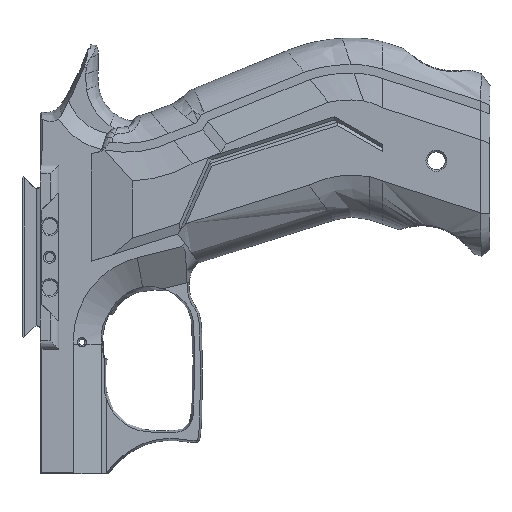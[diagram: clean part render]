
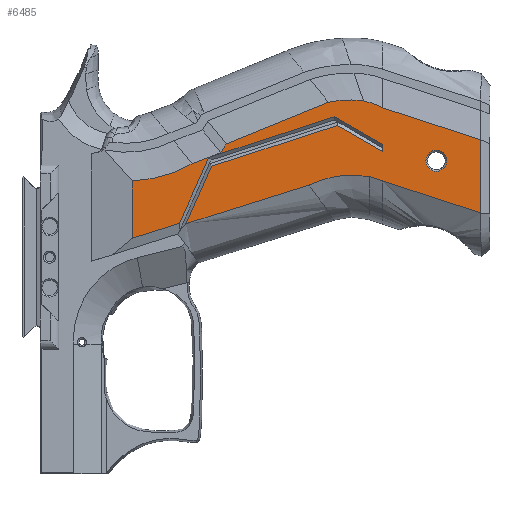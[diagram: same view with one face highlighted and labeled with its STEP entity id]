
A CAD part, left-side view. The second image highlights one B-rep face of the part: STEP entity #6485.
In plain terms, the highlighted planar face has unit normal (-1, 0, 0).
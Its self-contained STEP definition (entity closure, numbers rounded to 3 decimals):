
#57=CIRCLE('',#6757,3.421);
#87=CIRCLE('',#6861,20.614);
#90=CIRCLE('',#6864,32.53);
#96=CIRCLE('',#6888,43.192);
#437=B_SPLINE_CURVE_WITH_KNOTS('',3,(#11248,#11249,#11250,#11251,#11252,
#11253),.UNSPECIFIED.,.F.,.F.,(4,1,1,4),(0.,0.01,
0.015,0.02),.UNSPECIFIED.);
#1316=ORIENTED_EDGE('',*,*,#3031,.F.);
#1317=ORIENTED_EDGE('',*,*,#3028,.T.);
#1318=ORIENTED_EDGE('',*,*,#2925,.T.);
#1319=ORIENTED_EDGE('',*,*,#2923,.T.);
#1320=ORIENTED_EDGE('',*,*,#2668,.T.);
#1321=ORIENTED_EDGE('',*,*,#2929,.T.);
#1322=ORIENTED_EDGE('',*,*,#2926,.T.);
#1323=ORIENTED_EDGE('',*,*,#3032,.T.);
#1324=ORIENTED_EDGE('',*,*,#3033,.F.);
#1325=ORIENTED_EDGE('',*,*,#3034,.F.);
#1326=ORIENTED_EDGE('',*,*,#2930,.F.);
#1327=ORIENTED_EDGE('',*,*,#2692,.F.);
#1328=ORIENTED_EDGE('',*,*,#2745,.T.);
#1329=ORIENTED_EDGE('',*,*,#2696,.T.);
#1330=ORIENTED_EDGE('',*,*,#2954,.T.);
#1331=ORIENTED_EDGE('',*,*,#2959,.F.);
#1332=ORIENTED_EDGE('',*,*,#2960,.T.);
#1333=ORIENTED_EDGE('',*,*,#2965,.F.);
#1334=ORIENTED_EDGE('',*,*,#2966,.T.);
#1335=ORIENTED_EDGE('',*,*,#3027,.T.);
#1336=ORIENTED_EDGE('',*,*,#3035,.T.);
#1337=ORIENTED_EDGE('',*,*,#2754,.T.);
#2668=EDGE_CURVE('',#3662,#3663,#4299,.F.);
#2692=EDGE_CURVE('',#3686,#3687,#4312,.T.);
#2696=EDGE_CURVE('',#3689,#3690,#4314,.T.);
#2745=EDGE_CURVE('',#3686,#3689,#4346,.T.);
#2754=EDGE_CURVE('',#3724,#3724,#57,.F.);
#2923=EDGE_CURVE('',#3832,#3662,#4465,.T.);
#2925=EDGE_CURVE('',#3833,#3832,#4467,.T.);
#2926=EDGE_CURVE('',#3834,#3835,#4468,.T.);
#2929=EDGE_CURVE('',#3663,#3834,#4471,.T.);
#2930=EDGE_CURVE('',#3687,#3836,#4472,.T.);
#2954=EDGE_CURVE('',#3690,#3851,#87,.T.);
#2959=EDGE_CURVE('',#3854,#3851,#90,.F.);
#2960=EDGE_CURVE('',#3854,#3855,#4479,.T.);
#2965=EDGE_CURVE('',#3858,#3855,#4484,.T.);
#2966=EDGE_CURVE('',#3858,#3859,#4485,.T.);
#3027=EDGE_CURVE('',#3859,#3902,#96,.T.);
#3028=EDGE_CURVE('',#3903,#3833,#4533,.T.);
#3031=EDGE_CURVE('',#3903,#3905,#4536,.T.);
#3032=EDGE_CURVE('',#3835,#3906,#4537,.T.);
#3033=EDGE_CURVE('',#3907,#3906,#4538,.T.);
#3034=EDGE_CURVE('',#3836,#3907,#437,.T.);
#3035=EDGE_CURVE('',#3902,#3905,#4539,.T.);
#3662=VERTEX_POINT('',#8620);
#3663=VERTEX_POINT('',#8621);
#3686=VERTEX_POINT('',#9068);
#3687=VERTEX_POINT('',#9070);
#3689=VERTEX_POINT('',#9098);
#3690=VERTEX_POINT('',#9099);
#3724=VERTEX_POINT('',#9917);
#3832=VERTEX_POINT('',#10670);
#3833=VERTEX_POINT('',#10675);
#3834=VERTEX_POINT('',#10679);
#3835=VERTEX_POINT('',#10680);
#3836=VERTEX_POINT('',#10717);
#3851=VERTEX_POINT('',#11020);
#3854=VERTEX_POINT('',#11035);
#3855=VERTEX_POINT('',#11039);
#3858=VERTEX_POINT('',#11047);
#3859=VERTEX_POINT('',#11051);
#3902=VERTEX_POINT('',#11233);
#3903=VERTEX_POINT('',#11237);
#3905=VERTEX_POINT('',#11243);
#3906=VERTEX_POINT('',#11245);
#3907=VERTEX_POINT('',#11247);
#4299=LINE('',#8619,#4806);
#4312=LINE('',#9069,#4819);
#4314=LINE('',#9097,#4821);
#4346=LINE('',#9611,#4853);
#4465=LINE('',#10672,#4972);
#4467=LINE('',#10676,#4974);
#4468=LINE('',#10678,#4975);
#4471=LINE('',#10684,#4978);
#4472=LINE('',#10716,#4979);
#4479=LINE('',#11038,#4986);
#4484=LINE('',#11048,#4991);
#4485=LINE('',#11050,#4992);
#4533=LINE('',#11236,#5040);
#4536=LINE('',#11242,#5043);
#4537=LINE('',#11244,#5044);
#4538=LINE('',#11246,#5045);
#4539=LINE('',#11254,#5046);
#4806=VECTOR('',#7198,1000.);
#4819=VECTOR('',#7217,1000.);
#4821=VECTOR('',#7221,1000.);
#4853=VECTOR('',#7275,1000.);
#4972=VECTOR('',#7578,1000.);
#4974=VECTOR('',#7582,1000.);
#4975=VECTOR('',#7585,1000.);
#4978=VECTOR('',#7590,1000.);
#4979=VECTOR('',#7593,1000.);
#4986=VECTOR('',#7634,1000.);
#4991=VECTOR('',#7641,1000.);
#4992=VECTOR('',#7644,1000.);
#5040=VECTOR('',#7736,1000.);
#5043=VECTOR('',#7741,1000.);
#5044=VECTOR('',#7742,1000.);
#5045=VECTOR('',#7743,1000.);
#5046=VECTOR('',#7744,1000.);
#5474=EDGE_LOOP('',(#1316,#1317,#1318,#1319,#1320,#1321,#1322,#1323,#1324,
#1325,#1326,#1327,#1328,#1329,#1330,#1331,#1332,#1333,#1334,#1335,#1336));
#5475=EDGE_LOOP('',(#1337));
#5885=FACE_BOUND('',#5474,.T.);
#5886=FACE_BOUND('',#5475,.T.);
#6226=PLANE('',#6890);
#6485=ADVANCED_FACE('',(#5885,#5886),#6226,.T.);
#6757=AXIS2_PLACEMENT_3D('',#9916,#7284,#7285);
#6861=AXIS2_PLACEMENT_3D('',#11019,#7622,#7623);
#6864=AXIS2_PLACEMENT_3D('',#11036,#7630,#7631);
#6888=AXIS2_PLACEMENT_3D('',#11234,#7732,#7733);
#6890=AXIS2_PLACEMENT_3D('',#11241,#7739,#7740);
#7198=DIRECTION('',(0.,0.,1.));
#7217=DIRECTION('',(0.,0.951,0.309));
#7221=DIRECTION('',(0.,0.951,0.309));
#7275=DIRECTION('',(0.,0.,1.));
#7284=DIRECTION('',(-1.,0.,0.));
#7285=DIRECTION('',(0.,-1.,0.));
#7578=DIRECTION('',(0.,-0.866,-0.5));
#7582=DIRECTION('',(0.,-0.951,0.308));
#7585=DIRECTION('',(0.,0.951,-0.308));
#7590=DIRECTION('',(0.,0.866,0.5));
#7593=DIRECTION('',(0.,0.951,0.309));
#7622=DIRECTION('',(-1.,0.,0.));
#7623=DIRECTION('',(0.,-1.,0.));
#7630=DIRECTION('',(-1.,0.,0.));
#7631=DIRECTION('',(0.,-1.,0.));
#7634=DIRECTION('',(0.,0.926,-0.378));
#7641=DIRECTION('',(0.,-0.528,0.849));
#7644=DIRECTION('',(0.,0.934,-0.357));
#7732=DIRECTION('',(1.,0.,0.));
#7733=DIRECTION('',(0.,-0.496,-0.868));
#7736=DIRECTION('',(0.,-0.407,0.913));
#7739=DIRECTION('',(-1.,0.,0.));
#7740=DIRECTION('',(0.,1.,0.));
#7741=DIRECTION('',(0.,0.954,-0.3));
#7742=DIRECTION('',(0.,0.407,-0.913));
#7743=DIRECTION('',(0.,0.954,-0.3));
#7744=DIRECTION('',(0.,0.,-1.));
#8619=CARTESIAN_POINT('',(-16.631,-173.147,258.22));
#8620=CARTESIAN_POINT('',(-16.631,-173.143,246.263));
#8621=CARTESIAN_POINT('',(-16.631,-173.142,243.953));
#9068=CARTESIAN_POINT('',(-16.631,-205.126,223.955));
#9069=CARTESIAN_POINT('',(-16.631,-211.178,221.986));
#9070=CARTESIAN_POINT('',(-16.631,-173.139,234.359));
#9097=CARTESIAN_POINT('',(-16.631,-211.185,245.847));
#9098=CARTESIAN_POINT('',(-16.631,-205.133,247.815));
#9099=CARTESIAN_POINT('',(-16.631,-173.147,258.22));
#9611=CARTESIAN_POINT('',(-16.631,-205.133,246.841));
#9916=CARTESIAN_POINT('',(-16.631,-190.639,240.908));
#9917=CARTESIAN_POINT('',(-16.631,-194.06,240.908));
#10670=CARTESIAN_POINT('',(-16.631,-157.476,255.315));
#10672=CARTESIAN_POINT('',(-16.631,-173.643,245.974));
#10675=CARTESIAN_POINT('',(-16.631,-116.413,242.01));
#10676=CARTESIAN_POINT('',(-16.631,-190.77,266.102));
#10678=CARTESIAN_POINT('',(-16.631,-189.955,262.685));
#10679=CARTESIAN_POINT('',(-16.631,-158.412,252.464));
#10680=CARTESIAN_POINT('',(-16.631,-117.33,239.153));
#10684=CARTESIAN_POINT('',(-16.631,-159.192,252.013));
#10716=CARTESIAN_POINT('',(-16.631,-173.068,234.382));
#10717=CARTESIAN_POINT('',(-16.631,-168.748,235.787));
#11019=CARTESIAN_POINT('',(-16.631,-163.233,240.146));
#11020=CARTESIAN_POINT('',(-16.631,-166.844,260.441));
#11035=CARTESIAN_POINT('',(-16.631,-155.442,260.048));
#11036=CARTESIAN_POINT('',(-16.631,-162.248,228.237));
#11038=CARTESIAN_POINT('',(-16.631,-191.757,274.864));
#11039=CARTESIAN_POINT('',(-16.631,-122.11,246.449));
#11047=CARTESIAN_POINT('',(-16.631,-120.308,243.552));
#11048=CARTESIAN_POINT('',(-16.631,-169.536,322.691));
#11050=CARTESIAN_POINT('',(-16.631,-192.056,270.93));
#11051=CARTESIAN_POINT('',(-16.631,-110.965,239.987));
#11233=CARTESIAN_POINT('',(-16.631,-91.491,234.344));
#11234=CARTESIAN_POINT('',(-16.631,-89.543,277.492));
#11236=CARTESIAN_POINT('',(-16.631,-116.232,241.603));
#11237=CARTESIAN_POINT('',(-16.631,-106.842,220.53));
#11241=CARTESIAN_POINT('',(-16.631,-173.166,320.433));
#11242=CARTESIAN_POINT('',(-16.631,-108.116,220.932));
#11243=CARTESIAN_POINT('',(-16.631,-91.485,215.694));
#11244=CARTESIAN_POINT('',(-16.631,-108.853,220.13));
#11245=CARTESIAN_POINT('',(-16.631,-108.968,220.388));
#11246=CARTESIAN_POINT('',(-16.631,-149.177,233.052));
#11247=CARTESIAN_POINT('',(-16.631,-149.177,233.052));
#11248=CARTESIAN_POINT('',(-16.631,-168.748,235.787));
#11249=CARTESIAN_POINT('',(-16.631,-165.436,236.359));
#11250=CARTESIAN_POINT('',(-16.631,-160.349,236.436));
#11251=CARTESIAN_POINT('',(-16.631,-153.794,234.988));
#11252=CARTESIAN_POINT('',(-16.631,-150.692,233.781));
#11253=CARTESIAN_POINT('',(-16.631,-149.177,233.052));
#11254=CARTESIAN_POINT('',(-16.631,-91.499,257.764));
